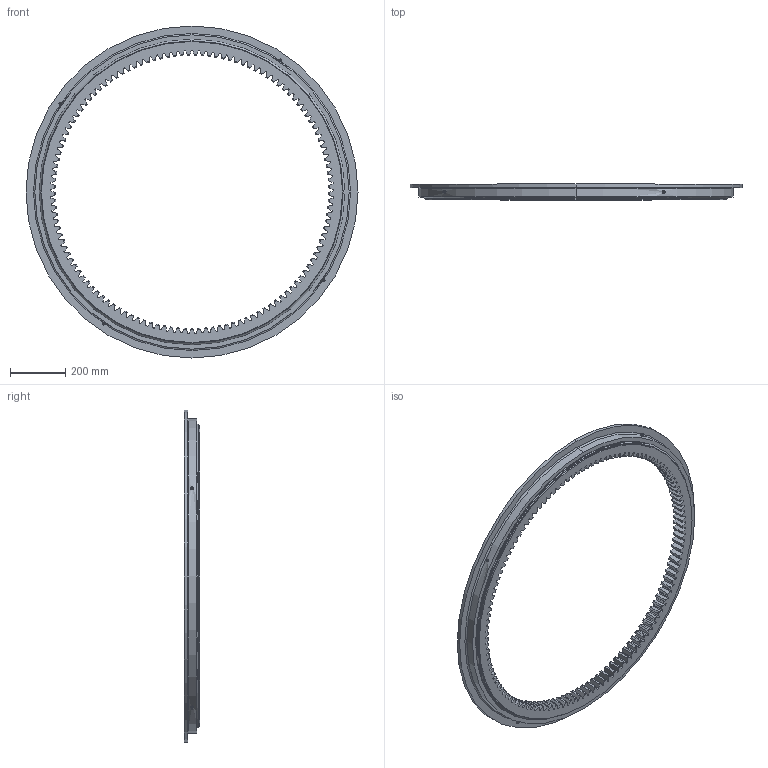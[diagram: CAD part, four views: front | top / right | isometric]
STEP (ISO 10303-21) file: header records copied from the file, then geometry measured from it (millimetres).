
FILE_DESCRIPTION (( 'STEP AP203' ), '1' );
FILE_NAME ('22-1091-00.STEP', '2017-12-28T07:21:48', ( 'defontaine' ), ( 'Hewlett-Packard Company' ), 'SwSTEP 2.0', 'SolidWorks 2016', '' );
FILE_SCHEMA (( 'CONFIG_CONTROL_DESIGN' ));
Length unit declared in the file: millimetre
Products named in the file (1): 22-1091-00
Bounding box: 1198 x 56 x 1198 mm (x, y, z)
Volume: 10307154.7 mm3; surface area: 1713589 mm2
Topology: 9 solids, 9 shells, 907 faces, 2583 edges, 1709 vertices
Faces by surface type: plane 303, cylinder 283, cone 283, torus 28, sphere 10
Entity records: 30783 total; most frequent: CARTESIAN_POINT 7202, ORIENTED_EDGE 5156, DIRECTION 4802, EDGE_CURVE 2578, AXIS2_PLACEMENT_3D 1832, VERTEX_POINT 1706, VECTOR 1138, LINE 1138
